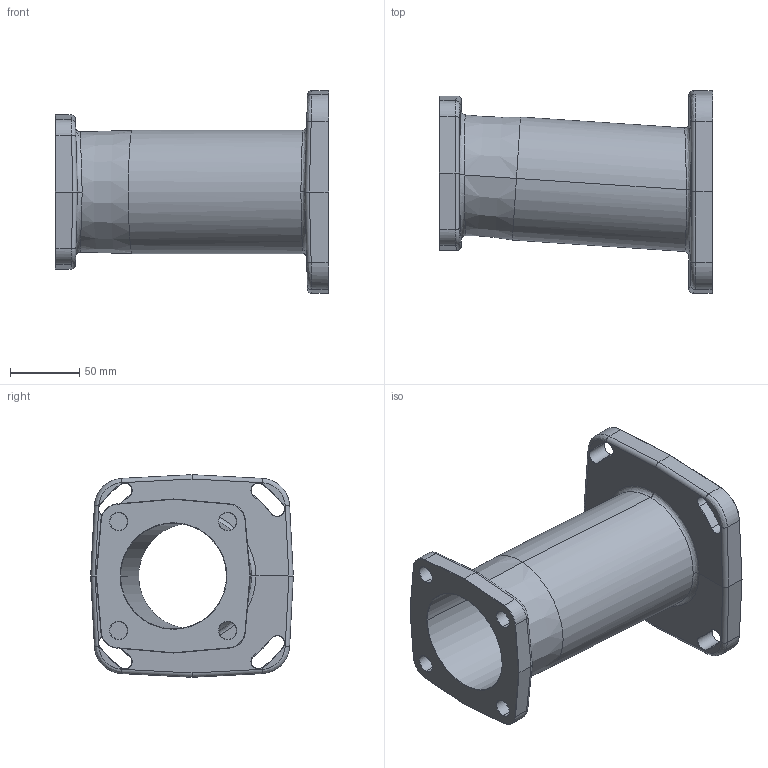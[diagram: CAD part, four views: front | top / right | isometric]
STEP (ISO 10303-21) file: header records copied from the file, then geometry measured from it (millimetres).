
FILE_DESCRIPTION((''),'2;1');
FILE_NAME('D20041_SW0001','2012-01-16T',('jhabe'),(''),'PRO/ENGINEER BY PARAMETRIC TECHNOLOGY CORPORATION, 2011310','PRO/ENGINEER BY PARAMETRIC TECHNOLOGY CORPORATION, 2011310','');
FILE_SCHEMA(('CONFIG_CONTROL_DESIGN'));
Length unit declared in the file: inch
Products named in the file (1): D20041_SW0001
Bounding box: 196.85 x 146.05 x 146.05 mm (x, y, z)
Surface area: 149949.1 mm2 (no closed solid volume)
Topology: 0 solids, 1 shells, 168 faces, 390 edges, 222 vertices
Faces by surface type: cylinder 52, bspline 44, plane 38, cone 34
Entity records: 7475 total; most frequent: CARTESIAN_POINT 3927, ORIENTED_EDGE 780, DIRECTION 620, EDGE_CURVE 390, VERTEX_POINT 222, AXIS2_PLACEMENT_3D 210, VECTOR 200, LINE 200
